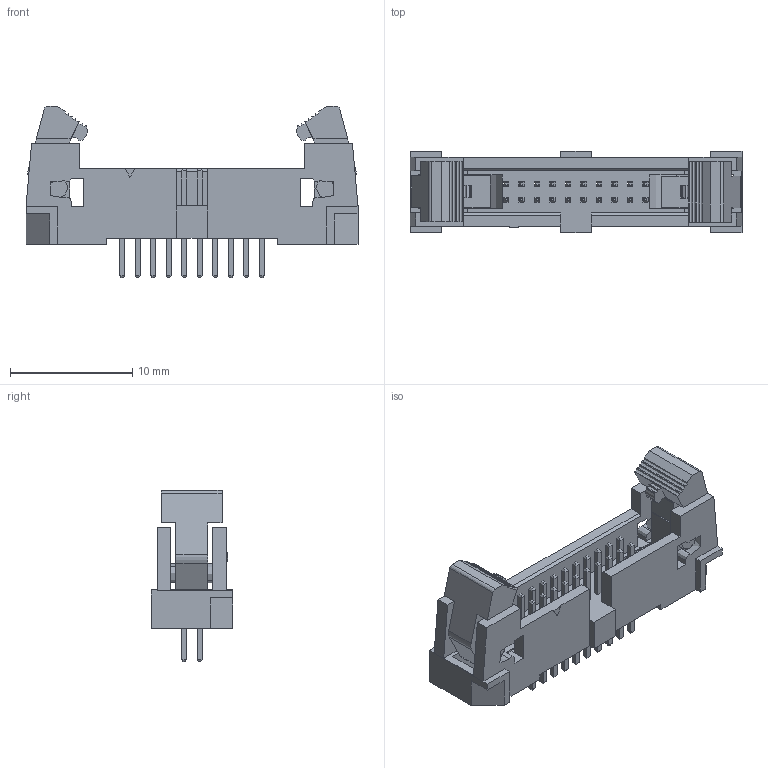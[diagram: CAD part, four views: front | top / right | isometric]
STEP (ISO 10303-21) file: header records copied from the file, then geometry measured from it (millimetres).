
FILE_DESCRIPTION(/* description */ (''),/* implementation_level */ '2;1');
FILE_NAME(/* name */ 'HARWIN_M50-3551042.stp',/* time_stamp */ '2015-11-26T17:40:09+01:00',/* author */ ('bcivel'),/* organization */ (''),/* preprocessor_version */ 'ST-DEVELOPER v15.5',/* originating_system */ 'AutoCAD Mechanical',/* authorisation */ '');
FILE_SCHEMA (('AUTOMOTIVE_DESIGN { 1 0 10303 214 3 1 1 }'));
Length unit declared in the file: millimetre
Products named in the file (4): M50-355_PIN; M50-355_LATCH; M50-35510_MOULD; Product
Bounding box: 27.18 x 6.67 x 14.02 mm (x, y, z)
Volume: 568.9 mm3; surface area: 1722.2 mm2
Topology: 21 solids, 121 shells, 788 faces, 2196 edges, 1566 vertices
Faces by surface type: plane 732, cylinder 46, bspline 10
Entity records: 13252 total; most frequent: CARTESIAN_POINT 2493, DIRECTION 2086, ORIENTED_EDGE 2044, EDGE_CURVE 1160, LINE 1024, VECTOR 1024, VERTEX_POINT 834, AXIS2_PLACEMENT_3D 531
